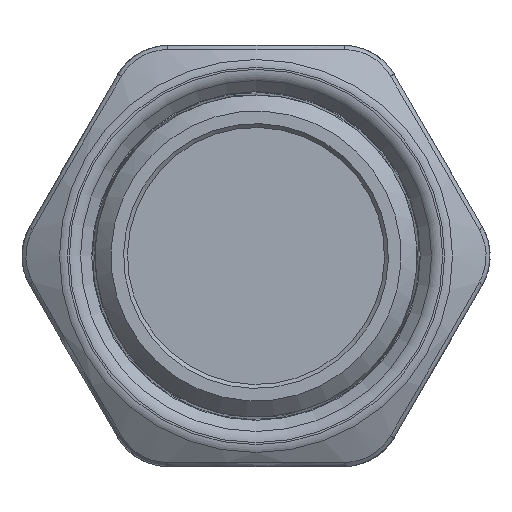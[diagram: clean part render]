
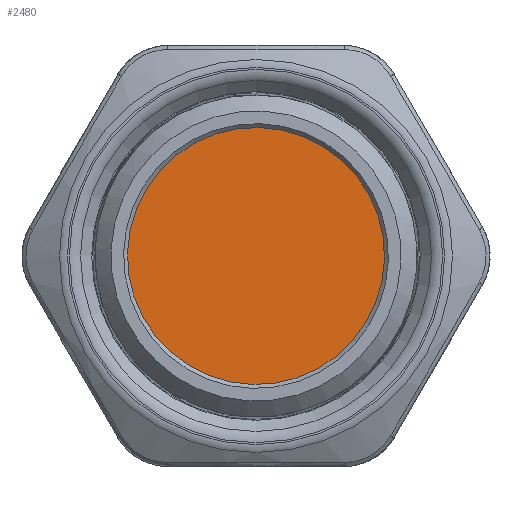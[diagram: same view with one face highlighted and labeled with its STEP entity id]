
A CAD part, front view. The second image highlights one B-rep face of the part: STEP entity #2480.
In plain terms, the highlighted planar face has unit normal (0, -1, 0).
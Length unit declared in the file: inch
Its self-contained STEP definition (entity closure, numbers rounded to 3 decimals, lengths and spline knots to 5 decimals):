
#487=FACE_OUTER_BOUND('',#654,.T.);
#654=EDGE_LOOP('',(#1603));
#838=CIRCLE('',#2690,0.86811);
#982=VERTEX_POINT('',#3698);
#1213=EDGE_CURVE('',#982,#982,#838,.T.);
#1603=ORIENTED_EDGE('',*,*,#1213,.F.);
#2229=PLANE('',#2691);
#2480=ADVANCED_FACE('',(#487),#2229,.F.);
#2690=AXIS2_PLACEMENT_3D('',#3700,#3035,#3036);
#2691=AXIS2_PLACEMENT_3D('',#3701,#3037,#3038);
#3035=DIRECTION('center_axis',(0.,1.,0.));
#3036=DIRECTION('ref_axis',(0.,0.,-1.));
#3037=DIRECTION('center_axis',(0.,1.,0.));
#3038=DIRECTION('ref_axis',(1.,0.,0.));
#3698=CARTESIAN_POINT('',(0.,0.,-0.86811));
#3700=CARTESIAN_POINT('Origin',(0.,0.,0.));
#3701=CARTESIAN_POINT('Origin',(0.,0.,0.86811));
